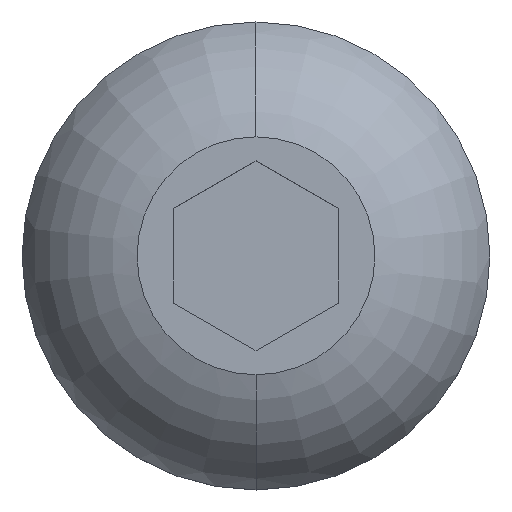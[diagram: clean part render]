
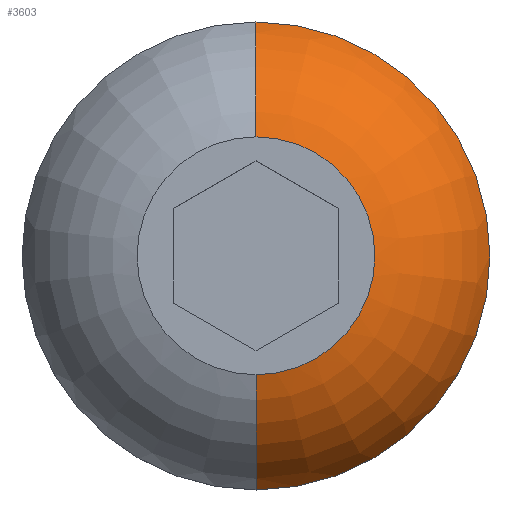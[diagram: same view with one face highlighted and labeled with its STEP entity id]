
A CAD part, top view. The second image highlights one B-rep face of the part: STEP entity #3603.
In plain terms, the highlighted toroidal (fillet/blend) face has major radius 0.946 mm and minor radius 2.027 mm.
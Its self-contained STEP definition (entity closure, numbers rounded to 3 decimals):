
#212 = EDGE_CURVE ( 'NONE', #2823, #2853, #5120, .T. ) ;
#216 = DIRECTION ( 'NONE',  ( 0., 0., -1. ) ) ;
#335 = CARTESIAN_POINT ( 'NONE',  ( 0., 0., 0.38 ) ) ;
#757 = CARTESIAN_POINT ( 'NONE',  ( 0., 2.85, 0.38 ) ) ;
#827 = AXIS2_PLACEMENT_3D ( 'NONE', #5143, #6722, #1986 ) ;
#863 = DIRECTION ( 'NONE',  ( 1., 0., 0. ) ) ;
#949 = VERTEX_POINT ( 'NONE', #4802 ) ;
#1143 = CIRCLE ( 'NONE', #6318, 2.85 ) ;
#1146 = EDGE_CURVE ( 'NONE', #949, #2823, #3358, .T. ) ;
#1441 = EDGE_CURVE ( 'NONE', #5290, #949, #3804, .T. ) ;
#1614 = EDGE_LOOP ( 'NONE', ( #5370, #1658, #1908, #4682, #4920 ) ) ;
#1658 = ORIENTED_EDGE ( 'NONE', *, *, #2139, .F. ) ;
#1689 = TOROIDAL_SURFACE ( 'NONE', #5563, 0.946, 2.027 ) ;
#1764 = CARTESIAN_POINT ( 'NONE',  ( 0., 0., -0.313 ) ) ;
#1908 = ORIENTED_EDGE ( 'NONE', *, *, #2655, .F. ) ;
#1986 = DIRECTION ( 'NONE',  ( 0., 1., 0. ) ) ;
#2052 = DIRECTION ( 'NONE',  ( 0., 0., -1. ) ) ;
#2138 = AXIS2_PLACEMENT_3D ( 'NONE', #2472, #863, #4598 ) ;
#2139 = EDGE_CURVE ( 'NONE', #2240, #2853, #5222, .T. ) ;
#2193 = FACE_OUTER_BOUND ( 'NONE', #1614, .T. ) ;
#2240 = VERTEX_POINT ( 'NONE', #4105 ) ;
#2318 = DIRECTION ( 'NONE',  ( 0., -1., 0. ) ) ;
#2408 = DIRECTION ( 'NONE',  ( 0., 0., -1. ) ) ;
#2472 = CARTESIAN_POINT ( 'NONE',  ( 0., -0.946, -0.313 ) ) ;
#2655 = EDGE_CURVE ( 'NONE', #5290, #2240, #1143, .T. ) ;
#2714 = CARTESIAN_POINT ( 'NONE',  ( 0., 0., 0.38 ) ) ;
#2823 = VERTEX_POINT ( 'NONE', #3090 ) ;
#2853 = VERTEX_POINT ( 'NONE', #3927 ) ;
#3059 = DIRECTION ( 'NONE',  ( 0., 0., -1. ) ) ;
#3090 = CARTESIAN_POINT ( 'NONE',  ( 0., -1.449, 1.65 ) ) ;
#3358 = CIRCLE ( 'NONE', #6561, 1.449 ) ;
#3603 = ADVANCED_FACE ( 'NONE', ( #2193 ), #1689, .T. ) ;
#3804 = CIRCLE ( 'NONE', #827, 2.027 ) ;
#3927 = CARTESIAN_POINT ( 'NONE',  ( 0., -2.85, 0.38 ) ) ;
#4105 = CARTESIAN_POINT ( 'NONE',  ( 2.85, 0., 0.38 ) ) ;
#4531 = DIRECTION ( 'NONE',  ( -1., 0., 0. ) ) ;
#4598 = DIRECTION ( 'NONE',  ( 0., -1., 0. ) ) ;
#4682 = ORIENTED_EDGE ( 'NONE', *, *, #1441, .T. ) ;
#4802 = CARTESIAN_POINT ( 'NONE',  ( 0., 1.449, 1.65 ) ) ;
#4920 = ORIENTED_EDGE ( 'NONE', *, *, #1146, .T. ) ;
#5120 = CIRCLE ( 'NONE', #2138, 2.027 ) ;
#5143 = CARTESIAN_POINT ( 'NONE',  ( 0., 0.946, -0.313 ) ) ;
#5222 = CIRCLE ( 'NONE', #6765, 2.85 ) ;
#5290 = VERTEX_POINT ( 'NONE', #757 ) ;
#5370 = ORIENTED_EDGE ( 'NONE', *, *, #212, .T. ) ;
#5563 = AXIS2_PLACEMENT_3D ( 'NONE', #1764, #216, #2318 ) ;
#5601 = DIRECTION ( 'NONE',  ( -1., 0., 0. ) ) ;
#6248 = CARTESIAN_POINT ( 'NONE',  ( 0., 0., 1.65 ) ) ;
#6272 = DIRECTION ( 'NONE',  ( -1., 0., 0. ) ) ;
#6318 = AXIS2_PLACEMENT_3D ( 'NONE', #2714, #2052, #6272 ) ;
#6561 = AXIS2_PLACEMENT_3D ( 'NONE', #6248, #2408, #5601 ) ;
#6722 = DIRECTION ( 'NONE',  ( 1., 0., 0. ) ) ;
#6765 = AXIS2_PLACEMENT_3D ( 'NONE', #335, #3059, #4531 ) ;
